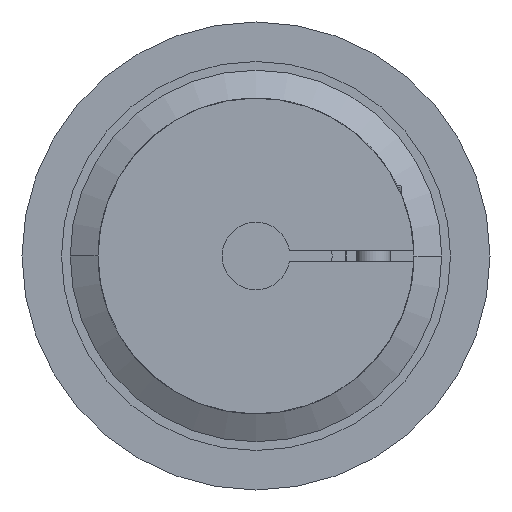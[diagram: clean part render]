
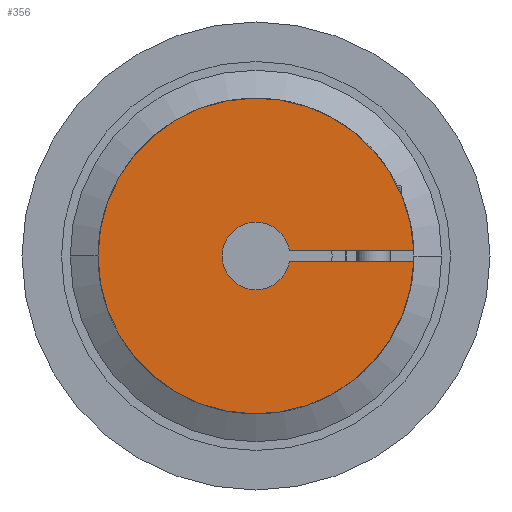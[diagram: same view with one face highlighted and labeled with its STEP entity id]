
A CAD part, left-side view. The second image highlights one B-rep face of the part: STEP entity #356.
In plain terms, the highlighted planar face has unit normal (-1, 0, 0).
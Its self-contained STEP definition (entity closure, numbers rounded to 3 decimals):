
#356=ADVANCED_FACE('NONE',(#805),#806,.F.);
#805=FACE_OUTER_BOUND('',#1365,.T.);
#806=PLANE('',#1366);
#1365=EDGE_LOOP('',(#2379,#2380,#2381,#2382,#2383,#2384));
#1366=AXIS2_PLACEMENT_3D('',#2385,#2386,#2387);
#2379=ORIENTED_EDGE('',*,*,#3499,.F.);
#2380=ORIENTED_EDGE('',*,*,#3568,.F.);
#2381=ORIENTED_EDGE('',*,*,#3504,.T.);
#2382=ORIENTED_EDGE('',*,*,#3560,.T.);
#2383=ORIENTED_EDGE('',*,*,#3562,.F.);
#2384=ORIENTED_EDGE('',*,*,#3585,.F.);
#2385=CARTESIAN_POINT('',(0.0,0.0,28.0));
#2386=DIRECTION('',(1.0,0.0,0.0));
#2387=DIRECTION('',(0.0,0.0,-1.0));
#3499=EDGE_CURVE('NONE',#4228,#4224,#4230,.T.);
#3504=EDGE_CURVE('NONE',#4239,#4236,#4240,.T.);
#3560=EDGE_CURVE('NONE',#4236,#4333,#4335,.T.);
#3562=EDGE_CURVE('NONE',#4337,#4333,#4338,.T.);
#3568=EDGE_CURVE('NONE',#4239,#4228,#4345,.T.);
#3585=EDGE_CURVE('NONE',#4224,#4337,#4370,.T.);
#4224=VERTEX_POINT('',#5241);
#4228=VERTEX_POINT('NONE',#5246);
#4230=CIRCLE('',#5249,6.0);
#4236=VERTEX_POINT('',#5339);
#4239=VERTEX_POINT('NONE',#5343);
#4240=CIRCLE('',#5344,28.0);
#4333=VERTEX_POINT('NONE',#5522);
#4335=CIRCLE('',#5525,28.0);
#4337=VERTEX_POINT('NONE',#5527);
#4338=LINE('',#5528,#5529);
#4345=LINE('',#5539,#5540);
#4370=CIRCLE('',#5573,6.0);
#5241=CARTESIAN_POINT('',(0.,6.0,0.));
#5246=CARTESIAN_POINT('',(0.0,-5.916,1.0));
#5249=AXIS2_PLACEMENT_3D('',#6585,#6586,#6587);
#5339=CARTESIAN_POINT('',(0.0,28.0,0.));
#5343=CARTESIAN_POINT('',(0.0,-27.982,1.0));
#5344=AXIS2_PLACEMENT_3D('',#6589,#6590,#6591);
#5522=CARTESIAN_POINT('',(0.,-27.982,-1.0));
#5525=AXIS2_PLACEMENT_3D('',#6684,#6685,#6686);
#5527=CARTESIAN_POINT('',(0.0,-5.916,-1.0));
#5528=CARTESIAN_POINT('',(0.0,-3.411,-1.0));
#5529=VECTOR('',#6687,1000.0);
#5539=CARTESIAN_POINT('',(0.0,-3.411,1.0));
#5540=VECTOR('',#6694,1000.0);
#5573=AXIS2_PLACEMENT_3D('',#6721,#6722,#6723);
#6585=CARTESIAN_POINT('',(0.,0.0,0.0));
#6586=DIRECTION('',(-1.0,0.0,0.0));
#6587=DIRECTION('',(0.0,-1.0,0.0));
#6589=CARTESIAN_POINT('',(0.,0.0,0.0));
#6590=DIRECTION('',(-1.0,0.0,0.0));
#6591=DIRECTION('',(0.0,-1.0,0.0));
#6684=CARTESIAN_POINT('',(0.,0.0,0.0));
#6685=DIRECTION('',(-1.0,0.0,0.0));
#6686=DIRECTION('',(0.0,-1.0,0.0));
#6687=DIRECTION('',(0.0,-1.0,0.0));
#6694=DIRECTION('',(0.0,1.0,-0.0));
#6721=CARTESIAN_POINT('',(0.,0.0,0.0));
#6722=DIRECTION('',(-1.0,0.0,0.0));
#6723=DIRECTION('',(0.0,-1.0,0.0));
